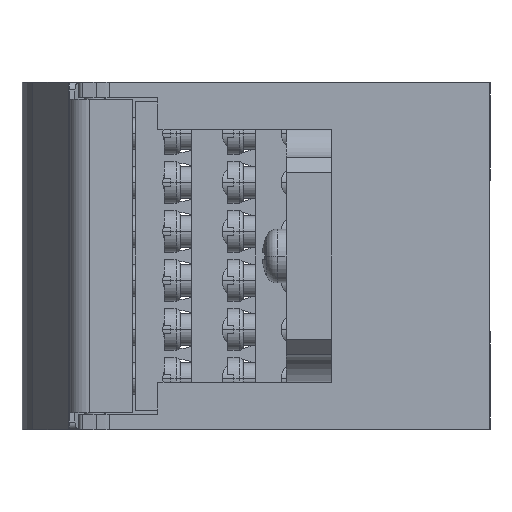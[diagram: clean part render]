
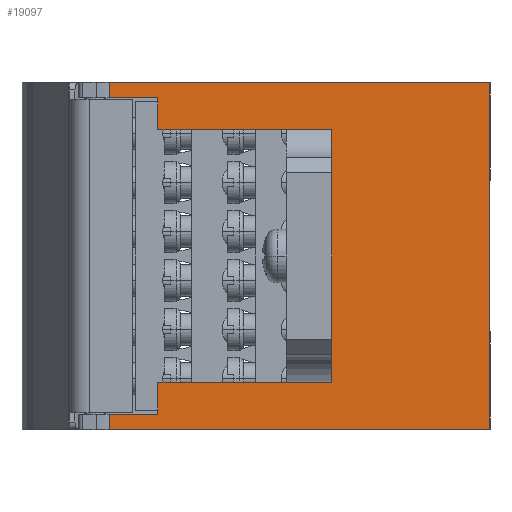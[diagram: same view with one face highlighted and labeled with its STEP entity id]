
A CAD part, left-side view. The second image highlights one B-rep face of the part: STEP entity #19097.
In plain terms, the highlighted planar face has unit normal (-1, 0, 0).
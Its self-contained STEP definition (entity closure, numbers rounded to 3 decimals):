
#815=DIRECTION('',(0.,0.,1.));
#816=VECTOR('',#815,25.);
#817=CARTESIAN_POINT('',(-21.,20.,-12.5));
#818=LINE('',#817,#816);
#819=DIRECTION('',(0.,1.,0.));
#820=VECTOR('',#819,6.172);
#821=CARTESIAN_POINT('',(-21.,42.,20.));
#822=LINE('',#821,#820);
#823=DIRECTION('',(0.,0.,1.));
#824=VECTOR('',#823,2.);
#825=CARTESIAN_POINT('',(-21.,48.172,20.));
#826=LINE('',#825,#824);
#827=DIRECTION('',(0.,-1.,0.));
#828=VECTOR('',#827,48.172);
#829=CARTESIAN_POINT('',(-21.,48.172,22.));
#830=LINE('',#829,#828);
#831=DIRECTION('',(0.,1.,0.));
#832=VECTOR('',#831,48.172);
#833=CARTESIAN_POINT('',(-21.,0.,-22.));
#834=LINE('',#833,#832);
#835=DIRECTION('',(0.,-1.,0.));
#836=VECTOR('',#835,6.172);
#837=CARTESIAN_POINT('',(-21.,48.172,-20.));
#838=LINE('',#837,#836);
#864=DIRECTION('',(0.,0.,-1.));
#865=VECTOR('',#864,3.5);
#866=CARTESIAN_POINT('',(-21.,20.,-12.5));
#867=LINE('',#866,#865);
#880=DIRECTION('',(0.,0.,-1.));
#881=VECTOR('',#880,3.5);
#882=CARTESIAN_POINT('',(-21.,20.,16.));
#883=LINE('',#882,#881);
#10993=DIRECTION('',(0.,1.,0.));
#10994=VECTOR('',#10993,22.);
#10995=CARTESIAN_POINT('',(-21.,20.,-16.));
#10996=LINE('',#10995,#10994);
#10997=DIRECTION('',(0.,0.,-1.));
#10998=VECTOR('',#10997,4.);
#10999=CARTESIAN_POINT('',(-21.,42.,-16.));
#11000=LINE('',#10999,#10998);
#12794=DIRECTION('',(0.,0.,-1.));
#12795=VECTOR('',#12794,4.);
#12796=CARTESIAN_POINT('',(-21.,42.,20.));
#12797=LINE('',#12796,#12795);
#12810=DIRECTION('',(0.,-1.,0.));
#12811=VECTOR('',#12810,22.);
#12812=CARTESIAN_POINT('',(-21.,42.,16.));
#12813=LINE('',#12812,#12811);
#13465=DIRECTION('',(0.,0.,1.));
#13466=VECTOR('',#13465,44.);
#13467=CARTESIAN_POINT('',(-21.,0.,-22.));
#13468=LINE('',#13467,#13466);
#14014=DIRECTION('',(0.,0.,-1.));
#14015=VECTOR('',#14014,2.);
#14016=CARTESIAN_POINT('',(-21.,48.172,-20.));
#14017=LINE('',#14016,#14015);
#14441=CARTESIAN_POINT('',(-21.,48.172,-22.));
#14442=VERTEX_POINT('',#14441);
#14443=CARTESIAN_POINT('',(-21.,0.,-22.));
#14444=VERTEX_POINT('',#14443);
#14497=CARTESIAN_POINT('',(-21.,48.172,-20.));
#14499=VERTEX_POINT('',#14497);
#14567=CARTESIAN_POINT('',(-21.,48.172,20.));
#14568=VERTEX_POINT('',#14567);
#14570=CARTESIAN_POINT('',(-21.,42.,20.));
#14572=VERTEX_POINT('',#14570);
#14615=CARTESIAN_POINT('',(-21.,0.,22.));
#14616=VERTEX_POINT('',#14615);
#14617=CARTESIAN_POINT('',(-21.,48.172,22.));
#14618=VERTEX_POINT('',#14617);
#14631=CARTESIAN_POINT('',(-21.,42.,-20.));
#14632=VERTEX_POINT('',#14631);
#14633=CARTESIAN_POINT('',(-21.,42.,-16.));
#14634=VERTEX_POINT('',#14633);
#14635=CARTESIAN_POINT('',(-21.,20.,-16.));
#14636=VERTEX_POINT('',#14635);
#14637=CARTESIAN_POINT('',(-21.,42.,16.));
#14638=CARTESIAN_POINT('',(-21.,20.,16.));
#14639=VERTEX_POINT('',#14637);
#14640=VERTEX_POINT('',#14638);
#17691=CARTESIAN_POINT('',(-21.,20.,-12.5));
#17692=CARTESIAN_POINT('',(-21.,20.,12.5));
#17693=VERTEX_POINT('',#17691);
#17694=VERTEX_POINT('',#17692);
#19063=CARTESIAN_POINT('',(-21.,24.086,0.));
#19064=DIRECTION('',(1.,0.,0.));
#19065=DIRECTION('',(0.,-1.,0.));
#19066=AXIS2_PLACEMENT_3D('',#19063,#19064,#19065);
#19067=PLANE('',#19066);
#19068=ORIENTED_EDGE('',*,*,#18996,.T.);
#19070=ORIENTED_EDGE('',*,*,#19069,.F.);
#19072=ORIENTED_EDGE('',*,*,#19071,.F.);
#19074=ORIENTED_EDGE('',*,*,#19073,.F.);
#19076=ORIENTED_EDGE('',*,*,#19075,.T.);
#19078=ORIENTED_EDGE('',*,*,#19077,.T.);
#19080=ORIENTED_EDGE('',*,*,#19079,.T.);
#19082=ORIENTED_EDGE('',*,*,#19081,.F.);
#19084=ORIENTED_EDGE('',*,*,#19083,.T.);
#19086=ORIENTED_EDGE('',*,*,#19085,.F.);
#19088=ORIENTED_EDGE('',*,*,#19087,.T.);
#19090=ORIENTED_EDGE('',*,*,#19089,.F.);
#19092=ORIENTED_EDGE('',*,*,#19091,.F.);
#19094=ORIENTED_EDGE('',*,*,#19093,.F.);
#19095=EDGE_LOOP('',(#19068,#19070,#19072,#19074,#19076,#19078,#19080,#19082,
#19084,#19086,#19088,#19090,#19092,#19094));
#19096=FACE_OUTER_BOUND('',#19095,.F.);
#18996=EDGE_CURVE('',#17693,#17694,#818,.T.);
#19069=EDGE_CURVE('',#14640,#17694,#883,.T.);
#19071=EDGE_CURVE('',#14639,#14640,#12813,.T.);
#19073=EDGE_CURVE('',#14572,#14639,#12797,.T.);
#19075=EDGE_CURVE('',#14572,#14568,#822,.T.);
#19077=EDGE_CURVE('',#14568,#14618,#826,.T.);
#19079=EDGE_CURVE('',#14618,#14616,#830,.T.);
#19081=EDGE_CURVE('',#14444,#14616,#13468,.T.);
#19083=EDGE_CURVE('',#14444,#14442,#834,.T.);
#19085=EDGE_CURVE('',#14499,#14442,#14017,.T.);
#19087=EDGE_CURVE('',#14499,#14632,#838,.T.);
#19089=EDGE_CURVE('',#14634,#14632,#11000,.T.);
#19091=EDGE_CURVE('',#14636,#14634,#10996,.T.);
#19093=EDGE_CURVE('',#17693,#14636,#867,.T.);
#19097=ADVANCED_FACE('',(#19096),#19067,.F.);
